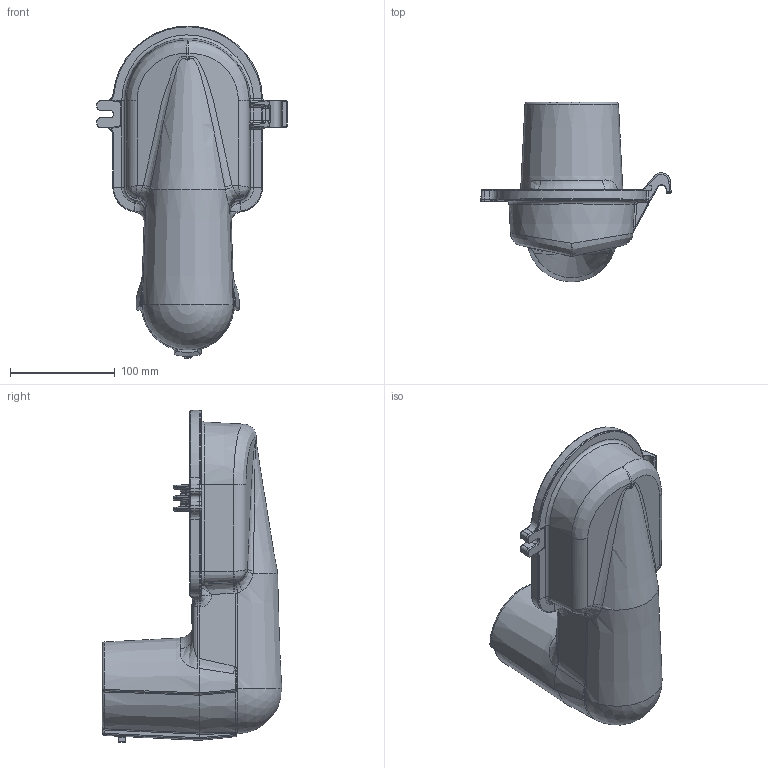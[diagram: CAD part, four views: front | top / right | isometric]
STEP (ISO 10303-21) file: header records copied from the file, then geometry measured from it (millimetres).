
FILE_DESCRIPTION((''),'2;1');
FILE_NAME('90DEG_ASSEMBLY_MARKETING_ASM','2022-01-11T14:44:29',('dalbano'),(''),'CREO PARAMETRIC BY PTC INC, 2021304','CREO PARAMETRIC BY PTC INC, 2021304','');
FILE_SCHEMA(('CONFIG_CONTROL_DESIGN'));
Length unit declared in the file: inch
Products named in the file (3): 3098HZC201900; 6000HIB000901; 90DEG_ASSEMBLY_MARKETING_ASM
Assembly tree (2 placements, depth 2):
  90DEG_ASSEMBLY_MARKETING_ASM
    3098HZC201900
    6000HIB000901
Bounding box: 181.42 x 171.28 x 316.56 mm (x, y, z)
Volume: 923533.3 mm3; surface area: 207952.1 mm2
Topology: 2 solids, 2 shells, 1195 faces, 2698 edges, 1526 vertices
Faces by surface type: cylinder 366, bspline 364, plane 225, torus 87, cone 78, sphere 75
Entity records: 52868 total; most frequent: CARTESIAN_POINT 28837, ORIENTED_EDGE 5388, DIRECTION 4479, EDGE_CURVE 2694, AXIS2_PLACEMENT_3D 1789, VERTEX_POINT 1526, EDGE_LOOP 1222, FACE_OUTER_BOUND 1195
